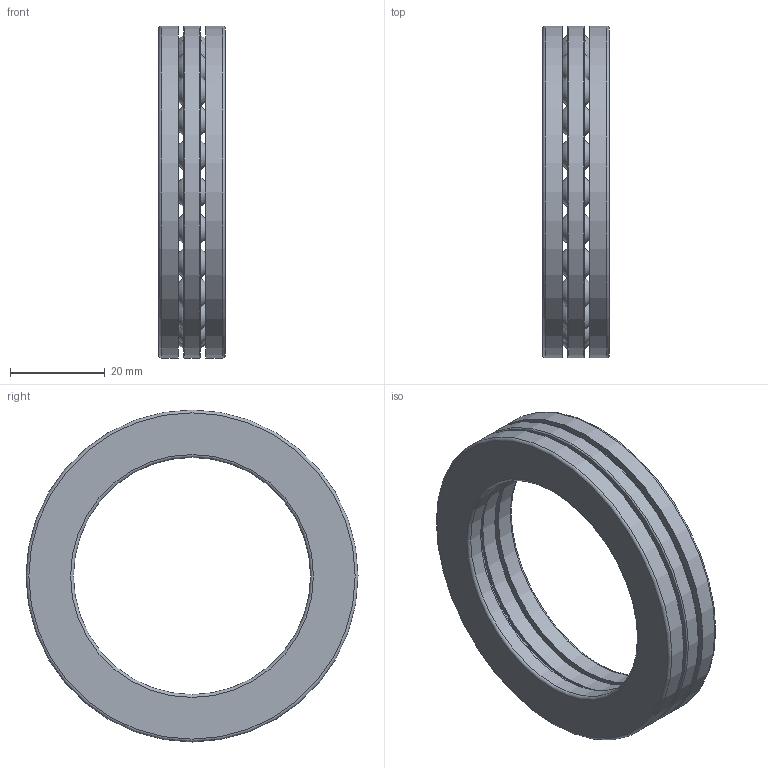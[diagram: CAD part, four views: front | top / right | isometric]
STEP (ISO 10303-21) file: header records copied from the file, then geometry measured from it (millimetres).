
FILE_DESCRIPTION( ( 'STEP AP214' ), '1' );
FILE_NAME( 'SKF_51110.stp', '2022-06-13T21:01:49', ( 'License CC BY-ND 4.0' ), ( 'CADENAS' ), ' ', 'PARTsolutions', ' ' );
FILE_SCHEMA( ( 'AUTOMOTIVE_DESIGN { 1 0 10303 214 1 1 1 1 }' ) );
Length unit declared in the file: millimetre
Products named in the file (5): SKF_51110; _SKF_51110_PART1; _SKF_51110_PART2; _SKF_51110_PART3; _SKF_51110_PART4
Assembly tree (27 placements, depth 2):
  SKF_51110
    _SKF_51110_PART1
    _SKF_51110_PART2
    _SKF_51110_PART3
    _SKF_51110_PART4  x24
Bounding box: 14 x 70 x 70 mm (x, y, z)
Volume: 21393.1 mm3; surface area: 18859.7 mm2
Topology: 27 solids, 27 shells, 71 faces, 206 edges, 143 vertices
Faces by surface type: cylinder 30, sphere 24, torus 9, plane 8
Full cylindrical faces by diameter (mm): 7.144 x24, 50 x1, 52 x2, 70 x3
Entity records: 1964 total; most frequent: DIRECTION 294, CARTESIAN_POINT 220, AXIS2_PLACEMENT_3D 147, EDGE_LOOP 142, ORIENTED_EDGE 142, FACE_OUTER_BOUND 86, VERTEX_POINT 73, EDGE_CURVE 71
